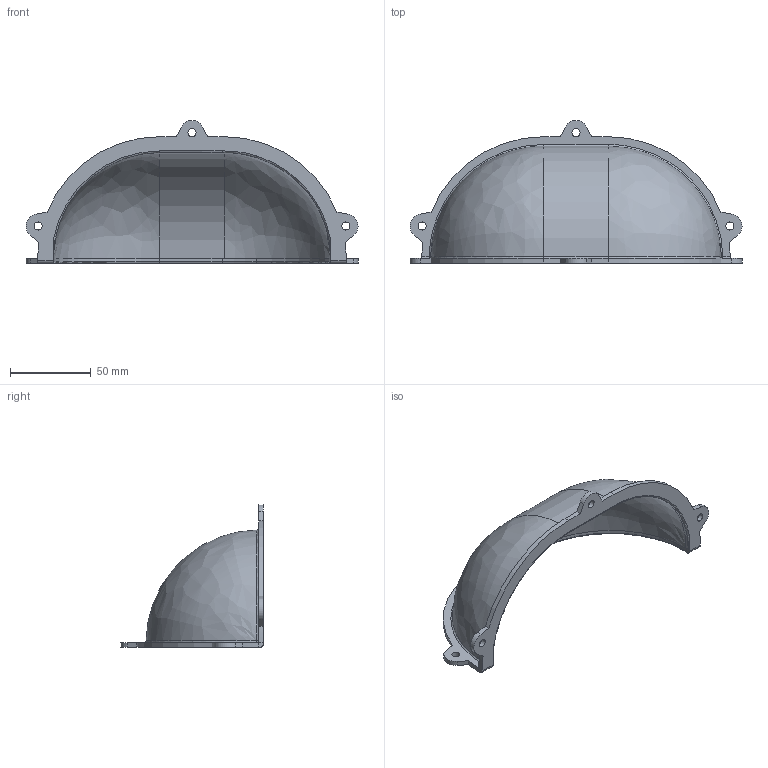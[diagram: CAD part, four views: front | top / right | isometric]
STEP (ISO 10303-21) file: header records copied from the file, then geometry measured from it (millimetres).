
FILE_DESCRIPTION(/* description */ (''),/* implementation_level */ '2;1');
FILE_NAME(/* name */ '3cd14a4d-5aa8-49e5-a343-97c065a8ce31.stp',/* time_stamp */ '2019-04-16T02:20:40+00:00',/* author */ (''),/* organization */ (''),/* preprocessor_version */ 'ST-DEVELOPER v18',/* originating_system */ 'Autodesk Translation Framework v8.2.0.1029',/* authorisation */ '');
FILE_SCHEMA (('AUTOMOTIVE_DESIGN { 1 0 10303 214 3 1 1 }'));
Length unit declared in the file: millimetre
Products named in the file (1): rounded plate
Bounding box: 205.65 x 88.47 x 88.47 mm (x, y, z)
Volume: 92136.6 mm3; surface area: 50267 mm2
Topology: 1 solids, 1 shells, 80 faces, 212 edges, 132 vertices
Faces by surface type: cylinder 36, plane 28, bspline 8, torus 6, sphere 2
Full cylindrical faces by diameter (mm): 5 x6
Entity records: 2914 total; most frequent: CARTESIAN_POINT 877, ORIENTED_EDGE 420, DIRECTION 418, EDGE_CURVE 210, AXIS2_PLACEMENT_3D 155, VERTEX_POINT 132, LINE 108, VECTOR 108
